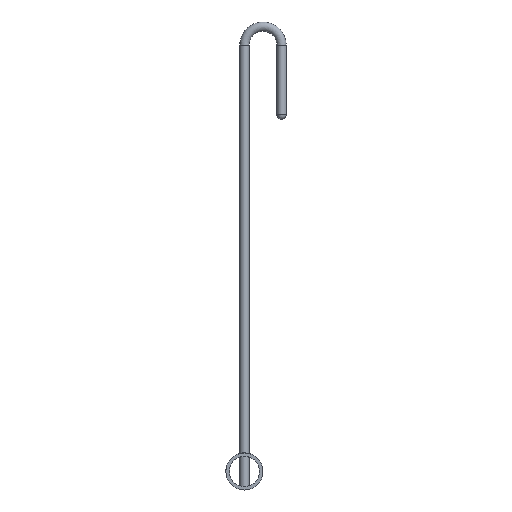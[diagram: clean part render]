
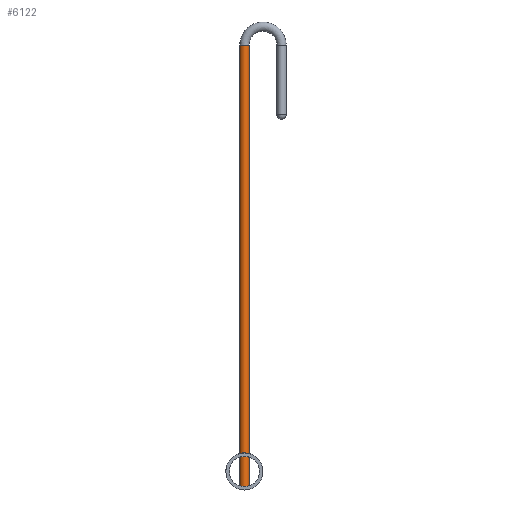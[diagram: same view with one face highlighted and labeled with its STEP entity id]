
A CAD part, left-side view. The second image highlights one B-rep face of the part: STEP entity #6122.
In plain terms, the highlighted cylindrical face has radius 2.381 mm (diameter 4.763 mm), a full revolution.
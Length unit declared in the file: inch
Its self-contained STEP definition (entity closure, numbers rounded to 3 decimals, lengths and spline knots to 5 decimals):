
#642 = DIRECTION ( 'NONE',  ( 0., 0., 1. ) ) ;
#799 = FACE_OUTER_BOUND ( 'NONE', #2612, .T. ) ;
#1666 = CARTESIAN_POINT ( 'NONE',  ( 0., 0., -0.34 ) ) ;
#1748 = CARTESIAN_POINT ( 'NONE',  ( 0., 0., 8.625 ) ) ;
#1947 = FACE_OUTER_BOUND ( 'NONE', #10088, .T. ) ;
#2612 = EDGE_LOOP ( 'NONE', ( #10699 ) ) ;
#3095 = DIRECTION ( 'NONE',  ( 1., 0., 0. ) ) ;
#3760 = AXIS2_PLACEMENT_3D ( 'NONE', #1748, #8198, #3095 ) ;
#3928 = EDGE_CURVE ( 'NONE', #9507, #9507, #10325, .T. ) ;
#4458 = CARTESIAN_POINT ( 'NONE',  ( 0.09375, 0., 8.625 ) ) ;
#6113 = DIRECTION ( 'NONE',  ( 0., -1., 0. ) ) ;
#6122 = ADVANCED_FACE ( 'NONE', ( #1947, #799 ), #8964, .T. ) ;
#7102 = AXIS2_PLACEMENT_3D ( 'NONE', #1666, #642, #9072 ) ;
#7387 = AXIS2_PLACEMENT_3D ( 'NONE', #11311, #9025, #6113 ) ;
#7691 = ORIENTED_EDGE ( 'NONE', *, *, #11560, .F. ) ;
#8198 = DIRECTION ( 'NONE',  ( 0., 0., 1. ) ) ;
#8964 = CYLINDRICAL_SURFACE ( 'NONE', #7387, 0.09375 ) ;
#9025 = DIRECTION ( 'NONE',  ( 0., 0., 1. ) ) ;
#9072 = DIRECTION ( 'NONE',  ( 1., 0., 0. ) ) ;
#9507 = VERTEX_POINT ( 'NONE', #11400 ) ;
#10088 = EDGE_LOOP ( 'NONE', ( #7691 ) ) ;
#10325 = CIRCLE ( 'NONE', #7102, 0.09375 ) ;
#10699 = ORIENTED_EDGE ( 'NONE', *, *, #3928, .T. ) ;
#10845 = CIRCLE ( 'NONE', #3760, 0.09375 ) ;
#11311 = CARTESIAN_POINT ( 'NONE',  ( 0., 0., -0.34 ) ) ;
#11400 = CARTESIAN_POINT ( 'NONE',  ( 0.09375, 0., -0.34 ) ) ;
#11560 = EDGE_CURVE ( 'NONE', #11665, #11665, #10845, .T. ) ;
#11665 = VERTEX_POINT ( 'NONE', #4458 ) ;
